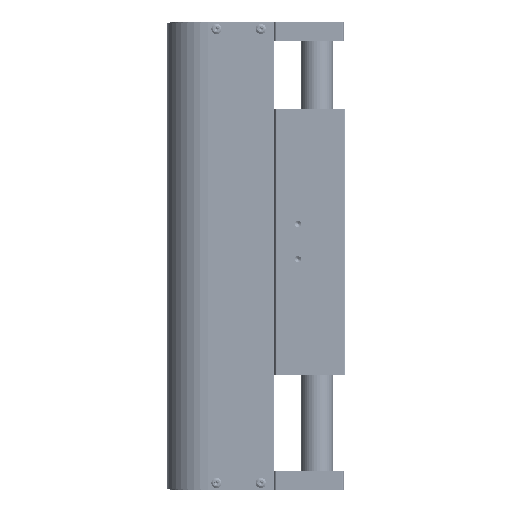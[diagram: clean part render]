
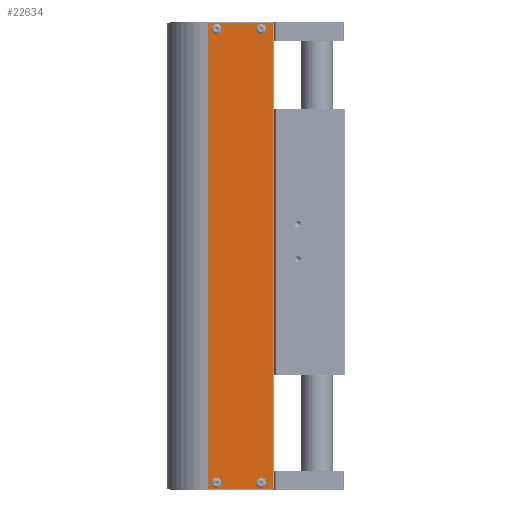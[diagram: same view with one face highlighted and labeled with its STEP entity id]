
A CAD part, left-side view. The second image highlights one B-rep face of the part: STEP entity #22634.
In plain terms, the highlighted face is planar.
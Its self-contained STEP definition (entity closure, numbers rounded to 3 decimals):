
#292 = VERTEX_POINT ( 'NONE', #72482 ) ;
#914 = CARTESIAN_POINT ( 'NONE',  ( 32., -7., 362. ) ) ;
#1203 = LINE ( 'NONE', #75064, #51354 ) ;
#2703 = CIRCLE ( 'NONE', #62453, 2.4 ) ;
#4033 = DIRECTION ( 'NONE',  ( 0., 0., -1. ) ) ;
#4602 = FACE_BOUND ( 'NONE', #6167, .T. ) ;
#4954 = CIRCLE ( 'NONE', #32326, 2.4 ) ;
#6167 = EDGE_LOOP ( 'NONE', ( #75398 ) ) ;
#6329 = LINE ( 'NONE', #40061, #66636 ) ;
#8463 = DIRECTION ( 'NONE',  ( 1., 0., 0. ) ) ;
#11636 = CARTESIAN_POINT ( 'NONE',  ( 32., -52., 367. ) ) ;
#12137 = FACE_BOUND ( 'NONE', #40054, .T. ) ;
#14483 = VERTEX_POINT ( 'NONE', #56665 ) ;
#15660 = CARTESIAN_POINT ( 'NONE',  ( 32., -42., 359.6 ) ) ;
#15833 = EDGE_LOOP ( 'NONE', ( #68882 ) ) ;
#18065 = DIRECTION ( 'NONE',  ( 0., 0., -1. ) ) ;
#19498 = LINE ( 'NONE', #67123, #35260 ) ;
#20153 = FACE_BOUND ( 'NONE', #15833, .T. ) ;
#22634 = ADVANCED_FACE ( 'NONE', ( #77981, #20153, #54320, #4602, #12137 ), #37294, .F. ) ;
#23541 = CIRCLE ( 'NONE', #98671, 2.4 ) ;
#24217 = CARTESIAN_POINT ( 'NONE',  ( 32., -7., 5. ) ) ;
#26623 = DIRECTION ( 'NONE',  ( 0., 0., -1. ) ) ;
#31810 = EDGE_CURVE ( 'NONE', #88991, #88991, #2703, .T. ) ;
#32326 = AXIS2_PLACEMENT_3D ( 'NONE', #91487, #75888, #18065 ) ;
#33653 = CIRCLE ( 'NONE', #98584, 2.4 ) ;
#33871 = EDGE_CURVE ( 'NONE', #42370, #42370, #33653, .T. ) ;
#35260 = VECTOR ( 'NONE', #85331, 1000. ) ;
#35791 = EDGE_CURVE ( 'NONE', #292, #61181, #67753, .T. ) ;
#37294 = PLANE ( 'NONE',  #42896 ) ;
#40054 = EDGE_LOOP ( 'NONE', ( #54753 ) ) ;
#40061 = CARTESIAN_POINT ( 'NONE',  ( 32., 0., 367. ) ) ;
#41887 = DIRECTION ( 'NONE',  ( 0., 1., 0. ) ) ;
#42370 = VERTEX_POINT ( 'NONE', #43940 ) ;
#42783 = CARTESIAN_POINT ( 'NONE',  ( 32., -42., 362. ) ) ;
#42896 = AXIS2_PLACEMENT_3D ( 'NONE', #11636, #77429, #69904 ) ;
#43544 = EDGE_CURVE ( 'NONE', #14483, #14483, #23541, .T. ) ;
#43940 = CARTESIAN_POINT ( 'NONE',  ( 32., -7., 2.6 ) ) ;
#46209 = ORIENTED_EDGE ( 'NONE', *, *, #43544, .F. ) ;
#49508 = CARTESIAN_POINT ( 'NONE',  ( 32., 0., 0. ) ) ;
#51354 = VECTOR ( 'NONE', #41887, 1000. ) ;
#54320 = FACE_BOUND ( 'NONE', #94455, .T. ) ;
#54753 = ORIENTED_EDGE ( 'NONE', *, *, #33871, .F. ) ;
#56665 = CARTESIAN_POINT ( 'NONE',  ( 32., -7., 359.6 ) ) ;
#57348 = DIRECTION ( 'NONE',  ( 0., 0., -1. ) ) ;
#57587 = VERTEX_POINT ( 'NONE', #66656 ) ;
#59361 = EDGE_LOOP ( 'NONE', ( #78530, #94716, #85299, #70414 ) ) ;
#61181 = VERTEX_POINT ( 'NONE', #74324 ) ;
#62453 = AXIS2_PLACEMENT_3D ( 'NONE', #42783, #67378, #82937 ) ;
#66636 = VECTOR ( 'NONE', #72678, 1000. ) ;
#66656 = CARTESIAN_POINT ( 'NONE',  ( 32., -42., 2.6 ) ) ;
#67123 = CARTESIAN_POINT ( 'NONE',  ( 32., -52., 367. ) ) ;
#67378 = DIRECTION ( 'NONE',  ( 1., 0., 0. ) ) ;
#67753 = LINE ( 'NONE', #69867, #83779 ) ;
#68691 = EDGE_CURVE ( 'NONE', #292, #77568, #19498, .T. ) ;
#68882 = ORIENTED_EDGE ( 'NONE', *, *, #31810, .F. ) ;
#69867 = CARTESIAN_POINT ( 'NONE',  ( 32., -51.5, 367. ) ) ;
#69904 = DIRECTION ( 'NONE',  ( 0., -1., 0. ) ) ;
#70414 = ORIENTED_EDGE ( 'NONE', *, *, #80324, .F. ) ;
#72482 = CARTESIAN_POINT ( 'NONE',  ( 32., -51.5, 367. ) ) ;
#72678 = DIRECTION ( 'NONE',  ( 0., 0., -1. ) ) ;
#72764 = EDGE_CURVE ( 'NONE', #61181, #94367, #1203, .T. ) ;
#74324 = CARTESIAN_POINT ( 'NONE',  ( 32., -51.5, 0. ) ) ;
#74478 = DIRECTION ( 'NONE',  ( 1., 0., 0. ) ) ;
#75064 = CARTESIAN_POINT ( 'NONE',  ( 32., -52., 0. ) ) ;
#75398 = ORIENTED_EDGE ( 'NONE', *, *, #95524, .F. ) ;
#75888 = DIRECTION ( 'NONE',  ( 1., 0., 0. ) ) ;
#77429 = DIRECTION ( 'NONE',  ( -1., 0., 0. ) ) ;
#77568 = VERTEX_POINT ( 'NONE', #102191 ) ;
#77981 = FACE_OUTER_BOUND ( 'NONE', #59361, .T. ) ;
#78530 = ORIENTED_EDGE ( 'NONE', *, *, #68691, .F. ) ;
#80324 = EDGE_CURVE ( 'NONE', #77568, #94367, #6329, .T. ) ;
#82937 = DIRECTION ( 'NONE',  ( 0., 0., -1. ) ) ;
#83779 = VECTOR ( 'NONE', #4033, 1000. ) ;
#85299 = ORIENTED_EDGE ( 'NONE', *, *, #72764, .T. ) ;
#85331 = DIRECTION ( 'NONE',  ( 0., 1., 0. ) ) ;
#88991 = VERTEX_POINT ( 'NONE', #15660 ) ;
#91487 = CARTESIAN_POINT ( 'NONE',  ( 32., -42., 5. ) ) ;
#94367 = VERTEX_POINT ( 'NONE', #49508 ) ;
#94455 = EDGE_LOOP ( 'NONE', ( #46209 ) ) ;
#94716 = ORIENTED_EDGE ( 'NONE', *, *, #35791, .T. ) ;
#95524 = EDGE_CURVE ( 'NONE', #57587, #57587, #4954, .T. ) ;
#98584 = AXIS2_PLACEMENT_3D ( 'NONE', #24217, #74478, #57348 ) ;
#98671 = AXIS2_PLACEMENT_3D ( 'NONE', #914, #8463, #26623 ) ;
#102191 = CARTESIAN_POINT ( 'NONE',  ( 32., 0., 367. ) ) ;
